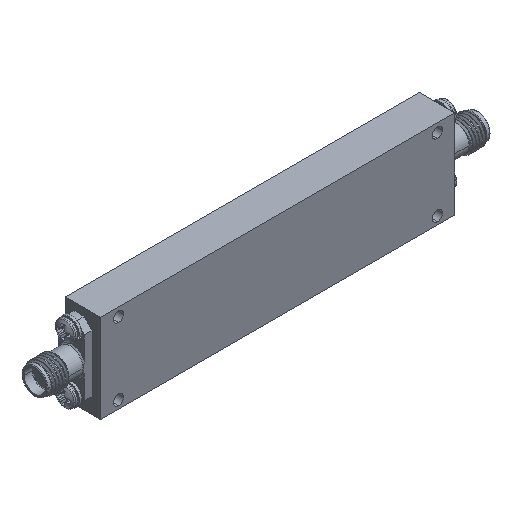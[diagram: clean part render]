
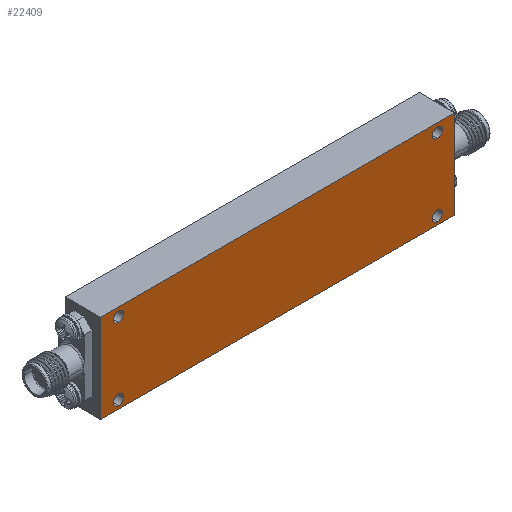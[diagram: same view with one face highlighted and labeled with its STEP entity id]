
A CAD part, isometric view. The second image highlights one B-rep face of the part: STEP entity #22409.
In plain terms, the highlighted planar face has unit normal (0, -1, 0).
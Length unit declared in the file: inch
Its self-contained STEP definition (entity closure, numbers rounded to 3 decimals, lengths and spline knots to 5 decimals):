
#310 = FACE_BOUND ( 'NONE', #30645, .T. ) ;
#576 = ORIENTED_EDGE ( 'NONE', *, *, #12075, .F. ) ;
#876 = CARTESIAN_POINT ( 'NONE',  ( 0., -0.27, -0.75 ) ) ;
#888 = DIRECTION ( 'NONE',  ( 0., -1., 0. ) ) ;
#983 = CARTESIAN_POINT ( 'NONE',  ( 0.15, -0.27, -0.723 ) ) ;
#1812 = EDGE_CURVE ( 'NONE', #8880, #43323, #36064, .T. ) ;
#2150 = EDGE_LOOP ( 'NONE', ( #11375, #9487, #9949, #576 ) ) ;
#2250 = EDGE_CURVE ( 'NONE', #15461, #42506, #24791, .T. ) ;
#2263 = VERTEX_POINT ( 'NONE', #24468 ) ;
#3737 = DIRECTION ( 'NONE',  ( 0., -1., 0. ) ) ;
#3831 = EDGE_CURVE ( 'NONE', #38651, #32951, #8881, .T. ) ;
#4264 = CARTESIAN_POINT ( 'NONE',  ( 2.85, -0.27, -0.113 ) ) ;
#6611 = VERTEX_POINT ( 'NONE', #20497 ) ;
#6781 = LINE ( 'NONE', #9627, #40334 ) ;
#6896 = CARTESIAN_POINT ( 'NONE',  ( 1.5, -0.27, -0.375 ) ) ;
#7009 = DIRECTION ( 'NONE',  ( -1., 0., 0. ) ) ;
#7269 = DIRECTION ( 'NONE',  ( 0., 0., -1. ) ) ;
#7573 = AXIS2_PLACEMENT_3D ( 'NONE', #9450, #45387, #34528 ) ;
#7589 = PLANE ( 'NONE',  #39265 ) ;
#8650 = EDGE_CURVE ( 'NONE', #6611, #2263, #6781, .T. ) ;
#8880 = VERTEX_POINT ( 'NONE', #29924 ) ;
#8881 = CIRCLE ( 'NONE', #22515, 0.043 ) ;
#9450 = CARTESIAN_POINT ( 'NONE',  ( 0.15, -0.27, -0.68 ) ) ;
#9487 = ORIENTED_EDGE ( 'NONE', *, *, #31492, .F. ) ;
#9627 = CARTESIAN_POINT ( 'NONE',  ( 0., -0.27, 0. ) ) ;
#9949 = ORIENTED_EDGE ( 'NONE', *, *, #8650, .F. ) ;
#10131 = CARTESIAN_POINT ( 'NONE',  ( 2.85, -0.27, -0.07 ) ) ;
#10919 = CIRCLE ( 'NONE', #37332, 0.043 ) ;
#11375 = ORIENTED_EDGE ( 'NONE', *, *, #1812, .F. ) ;
#12075 = EDGE_CURVE ( 'NONE', #43323, #6611, #33242, .T. ) ;
#12146 = AXIS2_PLACEMENT_3D ( 'NONE', #40152, #17971, #33305 ) ;
#13551 = CARTESIAN_POINT ( 'NONE',  ( 0.15, -0.27, -0.637 ) ) ;
#13995 = EDGE_LOOP ( 'NONE', ( #29464, #29693 ) ) ;
#14006 = FACE_OUTER_BOUND ( 'NONE', #2150, .T. ) ;
#14594 = CARTESIAN_POINT ( 'NONE',  ( 2.85, -0.27, -0.68 ) ) ;
#14919 = VERTEX_POINT ( 'NONE', #983 ) ;
#15295 = DIRECTION ( 'NONE',  ( 0., 0., -1. ) ) ;
#15461 = VERTEX_POINT ( 'NONE', #36507 ) ;
#15903 = CIRCLE ( 'NONE', #7573, 0.043 ) ;
#16212 = EDGE_CURVE ( 'NONE', #42506, #15461, #32484, .T. ) ;
#16313 = ORIENTED_EDGE ( 'NONE', *, *, #2250, .F. ) ;
#16471 = DIRECTION ( 'NONE',  ( 0., 0., -1. ) ) ;
#16721 = VECTOR ( 'NONE', #7009, 39.37008 ) ;
#17299 = ORIENTED_EDGE ( 'NONE', *, *, #3831, .F. ) ;
#17763 = CARTESIAN_POINT ( 'NONE',  ( 0.15, -0.27, -0.027 ) ) ;
#17918 = CARTESIAN_POINT ( 'NONE',  ( 0.15, -0.27, -0.07 ) ) ;
#17971 = DIRECTION ( 'NONE',  ( 0., -1., 0. ) ) ;
#18405 = ORIENTED_EDGE ( 'NONE', *, *, #31863, .F. ) ;
#19420 = CARTESIAN_POINT ( 'NONE',  ( 2.85, -0.27, -0.637 ) ) ;
#20044 = CIRCLE ( 'NONE', #23117, 0.043 ) ;
#20497 = CARTESIAN_POINT ( 'NONE',  ( 0., -0.27, -0.75 ) ) ;
#21076 = FACE_BOUND ( 'NONE', #13995, .T. ) ;
#21295 = CARTESIAN_POINT ( 'NONE',  ( 0.15, -0.27, -0.07 ) ) ;
#21540 = DIRECTION ( 'NONE',  ( 0., -1., 0. ) ) ;
#22020 = FACE_BOUND ( 'NONE', #29326, .T. ) ;
#22338 = DIRECTION ( 'NONE',  ( 0., 0., -1. ) ) ;
#22409 = ADVANCED_FACE ( 'NONE', ( #310, #22020, #43294, #21076, #14006 ), #7589, .T. ) ;
#22496 = CIRCLE ( 'NONE', #26308, 0.043 ) ;
#22515 = AXIS2_PLACEMENT_3D ( 'NONE', #17918, #888, #15295 ) ;
#22651 = EDGE_CURVE ( 'NONE', #14919, #44659, #15903, .T. ) ;
#23117 = AXIS2_PLACEMENT_3D ( 'NONE', #10131, #28353, #46758 ) ;
#23792 = VECTOR ( 'NONE', #22338, 39.37008 ) ;
#24468 = CARTESIAN_POINT ( 'NONE',  ( 0., -0.27, 0. ) ) ;
#24693 = VERTEX_POINT ( 'NONE', #25260 ) ;
#24696 = AXIS2_PLACEMENT_3D ( 'NONE', #37955, #45271, #16471 ) ;
#24791 = CIRCLE ( 'NONE', #28583, 0.043 ) ;
#25260 = CARTESIAN_POINT ( 'NONE',  ( 2.85, -0.27, -0.027 ) ) ;
#26308 = AXIS2_PLACEMENT_3D ( 'NONE', #42607, #43076, #31507 ) ;
#27606 = VECTOR ( 'NONE', #45901, 39.37008 ) ;
#27687 = EDGE_LOOP ( 'NONE', ( #32776, #17299 ) ) ;
#27926 = EDGE_CURVE ( 'NONE', #24693, #29100, #22496, .T. ) ;
#28353 = DIRECTION ( 'NONE',  ( 0., -1., 0. ) ) ;
#28583 = AXIS2_PLACEMENT_3D ( 'NONE', #14594, #3737, #7269 ) ;
#29100 = VERTEX_POINT ( 'NONE', #4264 ) ;
#29326 = EDGE_LOOP ( 'NONE', ( #18405, #33527 ) ) ;
#29464 = ORIENTED_EDGE ( 'NONE', *, *, #22651, .F. ) ;
#29693 = ORIENTED_EDGE ( 'NONE', *, *, #45457, .F. ) ;
#29924 = CARTESIAN_POINT ( 'NONE',  ( 3., -0.27, 0. ) ) ;
#30645 = EDGE_LOOP ( 'NONE', ( #16313, #41390 ) ) ;
#31469 = CARTESIAN_POINT ( 'NONE',  ( 0., -0.27, 0. ) ) ;
#31492 = EDGE_CURVE ( 'NONE', #2263, #8880, #45659, .T. ) ;
#31507 = DIRECTION ( 'NONE',  ( 0., 0., -1. ) ) ;
#31797 = CARTESIAN_POINT ( 'NONE',  ( 3., -0.27, 0. ) ) ;
#31863 = EDGE_CURVE ( 'NONE', #29100, #24693, #20044, .T. ) ;
#32232 = CIRCLE ( 'NONE', #24696, 0.043 ) ;
#32416 = DIRECTION ( 'NONE',  ( 0., 0., -1. ) ) ;
#32484 = CIRCLE ( 'NONE', #12146, 0.043 ) ;
#32658 = DIRECTION ( 'NONE',  ( 0., -1., 0. ) ) ;
#32669 = DIRECTION ( 'NONE',  ( 0., 0., -1. ) ) ;
#32776 = ORIENTED_EDGE ( 'NONE', *, *, #36738, .F. ) ;
#32951 = VERTEX_POINT ( 'NONE', #36112 ) ;
#33242 = LINE ( 'NONE', #876, #16721 ) ;
#33305 = DIRECTION ( 'NONE',  ( 0., 0., -1. ) ) ;
#33527 = ORIENTED_EDGE ( 'NONE', *, *, #27926, .F. ) ;
#34528 = DIRECTION ( 'NONE',  ( 0., 0., -1. ) ) ;
#36064 = LINE ( 'NONE', #31797, #23792 ) ;
#36112 = CARTESIAN_POINT ( 'NONE',  ( 0.15, -0.27, -0.113 ) ) ;
#36115 = CARTESIAN_POINT ( 'NONE',  ( 3., -0.27, -0.75 ) ) ;
#36507 = CARTESIAN_POINT ( 'NONE',  ( 2.85, -0.27, -0.723 ) ) ;
#36738 = EDGE_CURVE ( 'NONE', #32951, #38651, #10919, .T. ) ;
#37332 = AXIS2_PLACEMENT_3D ( 'NONE', #21295, #32658, #32416 ) ;
#37955 = CARTESIAN_POINT ( 'NONE',  ( 0.15, -0.27, -0.68 ) ) ;
#38651 = VERTEX_POINT ( 'NONE', #17763 ) ;
#39265 = AXIS2_PLACEMENT_3D ( 'NONE', #6896, #21540, #32669 ) ;
#40152 = CARTESIAN_POINT ( 'NONE',  ( 2.85, -0.27, -0.68 ) ) ;
#40334 = VECTOR ( 'NONE', #42473, 39.37008 ) ;
#41390 = ORIENTED_EDGE ( 'NONE', *, *, #16212, .F. ) ;
#42473 = DIRECTION ( 'NONE',  ( 0., 0., 1. ) ) ;
#42506 = VERTEX_POINT ( 'NONE', #19420 ) ;
#42607 = CARTESIAN_POINT ( 'NONE',  ( 2.85, -0.27, -0.07 ) ) ;
#43076 = DIRECTION ( 'NONE',  ( 0., -1., 0. ) ) ;
#43294 = FACE_BOUND ( 'NONE', #27687, .T. ) ;
#43323 = VERTEX_POINT ( 'NONE', #36115 ) ;
#44659 = VERTEX_POINT ( 'NONE', #13551 ) ;
#45271 = DIRECTION ( 'NONE',  ( 0., -1., 0. ) ) ;
#45387 = DIRECTION ( 'NONE',  ( 0., -1., 0. ) ) ;
#45457 = EDGE_CURVE ( 'NONE', #44659, #14919, #32232, .T. ) ;
#45659 = LINE ( 'NONE', #31469, #27606 ) ;
#45901 = DIRECTION ( 'NONE',  ( 1., 0., 0. ) ) ;
#46758 = DIRECTION ( 'NONE',  ( 0., 0., -1. ) ) ;
